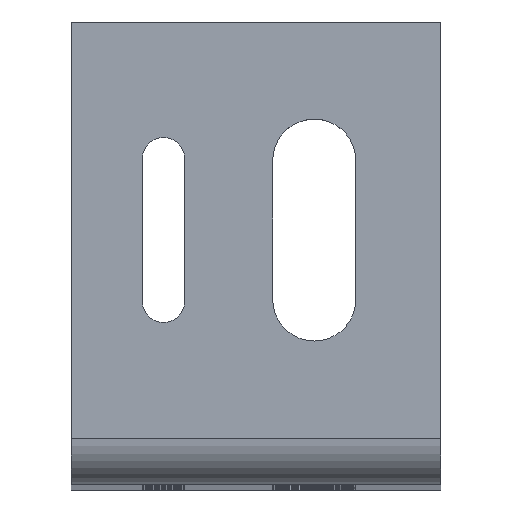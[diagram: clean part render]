
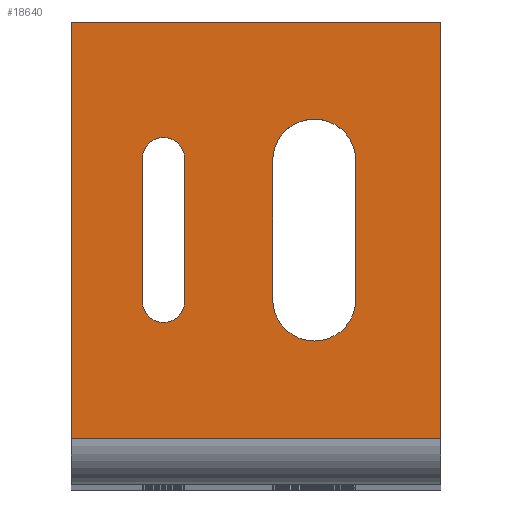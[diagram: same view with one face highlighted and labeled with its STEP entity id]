
A CAD part, top view. The second image highlights one B-rep face of the part: STEP entity #18640.
In plain terms, the highlighted planar face has unit normal (0, 0, 1).
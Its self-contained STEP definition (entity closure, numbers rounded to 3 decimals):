
#17390=CARTESIAN_POINT('',(-100.522,3.,
-145.955));
#17400=VERTEX_POINT('',#17390);
#17430=CARTESIAN_POINT('',(-73.522,3.,
-145.955));
#17440=DIRECTION('',(-1.,0.,0.));
#17450=VECTOR('',#17440,1.);
#17460=LINE('',#17430,#17450);
#17470=CARTESIAN_POINT('',(-60.522,3.,
-145.955));
#17480=VERTEX_POINT('',#17470);
#17490=EDGE_CURVE('',#17480,#17400,#17460,.T.);
#17620=CARTESIAN_POINT('',(-73.522,23.211,
-145.955));
#17630=DIRECTION('',(0.,0.,-1.));
#17640=DIRECTION('',(0.,1.,0.));
#17650=AXIS2_PLACEMENT_3D('',#17620,#17630,#17640);
#17660=PLANE('',#17650);
#17670=CARTESIAN_POINT('',(-69.722,0.,
-145.955));
#17680=DIRECTION('',(0.,-1.,0.));
#17690=VECTOR('',#17680,1.);
#17700=LINE('',#17670,#17690);
#17710=CARTESIAN_POINT('',(-69.722,33.,-145.955));
#17720=VERTEX_POINT('',#17710);
#17730=CARTESIAN_POINT('',(-69.722,18.,-145.955));
#17740=VERTEX_POINT('',#17730);
#17750=EDGE_CURVE('',#17720,#17740,#17700,.T.);
#17760=ORIENTED_EDGE('',*,*,#17750,.T.);
#17770=CARTESIAN_POINT('',(-74.222,33.,-145.955));
#17780=DIRECTION('',(0.,0.,1.));
#17790=DIRECTION('',(0.,-1.,0.));
#17800=AXIS2_PLACEMENT_3D('',#17770,#17780,#17790);
#17810=CIRCLE('',#17800,4.5);
#17820=CARTESIAN_POINT('',(-78.722,33.,-145.955));
#17830=VERTEX_POINT('',#17820);
#17840=EDGE_CURVE('',#17720,#17830,#17810,.T.);
#17850=ORIENTED_EDGE('',*,*,#17840,.F.);
#17860=CARTESIAN_POINT('',(-78.722,0.,
-145.955));
#17870=DIRECTION('',(0.,1.,0.));
#17880=VECTOR('',#17870,1.);
#17890=LINE('',#17860,#17880);
#17900=CARTESIAN_POINT('',(-78.722,18.,-145.955));
#17910=VERTEX_POINT('',#17900);
#17920=EDGE_CURVE('',#17910,#17830,#17890,.T.);
#17930=ORIENTED_EDGE('',*,*,#17920,.T.);
#17940=CARTESIAN_POINT('',(-74.222,18.,-145.955));
#17950=DIRECTION('',(0.,0.,-1.));
#17960=DIRECTION('',(0.,-1.,0.));
#17970=AXIS2_PLACEMENT_3D('',#17940,#17950,#17960);
#17980=CIRCLE('',#17970,4.5);
#17990=EDGE_CURVE('',#17740,#17910,#17980,.T.);
#18000=ORIENTED_EDGE('',*,*,#17990,.T.);
#18010=EDGE_LOOP('',(#18000,#17930,#17850,#17760));
#18020=FACE_BOUND('',#18010,.T.);
#18030=CARTESIAN_POINT('',(-90.522,17.8,-145.955));
#18040=DIRECTION('',(0.,0.,-1.));
#18050=DIRECTION('',(0.,-1.,0.));
#18060=AXIS2_PLACEMENT_3D('',#18030,#18040,#18050);
#18070=CIRCLE('',#18060,2.3);
#18080=CARTESIAN_POINT('',(-88.222,17.8,-145.955));
#18090=VERTEX_POINT('',#18080);
#18100=CARTESIAN_POINT('',(-92.822,17.8,-145.955));
#18110=VERTEX_POINT('',#18100);
#18120=EDGE_CURVE('',#18090,#18110,#18070,.T.);
#18130=ORIENTED_EDGE('',*,*,#18120,.T.);
#18140=CARTESIAN_POINT('',(-88.222,0.,
-145.955));
#18150=DIRECTION('',(0.,-1.,0.));
#18160=VECTOR('',#18150,1.);
#18170=LINE('',#18140,#18160);
#18180=CARTESIAN_POINT('',(-88.222,33.2,-145.955));
#18190=VERTEX_POINT('',#18180);
#18200=EDGE_CURVE('',#18190,#18090,#18170,.T.);
#18210=ORIENTED_EDGE('',*,*,#18200,.T.);
#18220=CARTESIAN_POINT('',(-90.522,33.2,-145.955));
#18230=DIRECTION('',(0.,0.,1.));
#18240=DIRECTION('',(0.,-1.,0.));
#18250=AXIS2_PLACEMENT_3D('',#18220,#18230,#18240);
#18260=CIRCLE('',#18250,2.3);
#18270=CARTESIAN_POINT('',(-92.822,33.2,-145.955));
#18280=VERTEX_POINT('',#18270);
#18290=EDGE_CURVE('',#18190,#18280,#18260,.T.);
#18300=ORIENTED_EDGE('',*,*,#18290,.F.);
#18310=CARTESIAN_POINT('',(-92.822,0.,
-145.955));
#18320=DIRECTION('',(0.,1.,0.));
#18330=VECTOR('',#18320,1.);
#18340=LINE('',#18310,#18330);
#18350=EDGE_CURVE('',#18110,#18280,#18340,.T.);
#18360=ORIENTED_EDGE('',*,*,#18350,.T.);
#18370=EDGE_LOOP('',(#18360,#18300,#18210,#18130));
#18380=FACE_BOUND('',#18370,.T.);
#18390=CARTESIAN_POINT('',(-100.522,-347.872,
-145.955));
#18400=DIRECTION('',(0.,1.,0.));
#18410=VECTOR('',#18400,1.);
#18420=LINE('',#18390,#18410);
#18430=CARTESIAN_POINT('',(-100.522,48.,-145.955));
#18440=VERTEX_POINT('',#18430);
#18450=EDGE_CURVE('',#17400,#18440,#18420,.T.);
#18460=ORIENTED_EDGE('',*,*,#18450,.F.);
#18470=CARTESIAN_POINT('',(-100.522,48.,-145.955));
#18480=DIRECTION('',(1.,0.,0.));
#18490=VECTOR('',#18480,1.);
#18500=LINE('',#18470,#18490);
#18510=CARTESIAN_POINT('',(-60.522,48.,-145.955));
#18520=VERTEX_POINT('',#18510);
#18530=EDGE_CURVE('',#18440,#18520,#18500,.T.);
#18540=ORIENTED_EDGE('',*,*,#18530,.F.);
#18550=CARTESIAN_POINT('',(-60.522,2.128,
-145.955));
#18560=DIRECTION('',(0.,-1.,0.));
#18570=VECTOR('',#18560,1.);
#18580=LINE('',#18550,#18570);
#18590=EDGE_CURVE('',#18520,#17480,#18580,.T.);
#18600=ORIENTED_EDGE('',*,*,#18590,.F.);
#18610=ORIENTED_EDGE('',*,*,#17490,.F.);
#18620=EDGE_LOOP('',(#18610,#18600,#18540,#18460));
#18630=FACE_OUTER_BOUND('',#18620,.T.);
#18640=ADVANCED_FACE('',(#18020,#18380,#18630),#17660,.F.);
